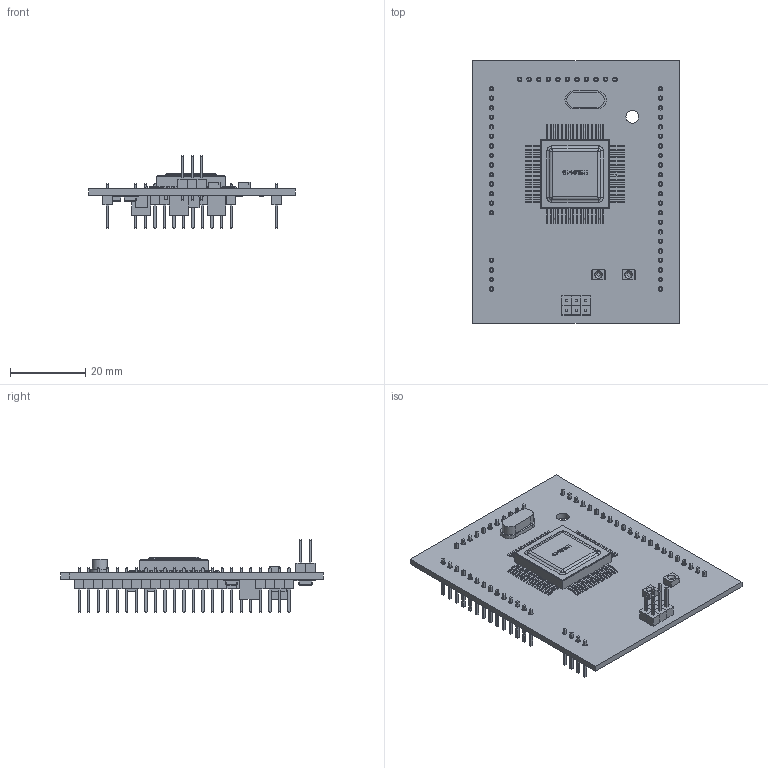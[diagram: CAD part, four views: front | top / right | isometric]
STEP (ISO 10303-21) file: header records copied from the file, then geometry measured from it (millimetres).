
FILE_DESCRIPTION(('STEP AP214'), '1');
FILE_NAME('Modul_proc_32_3', '2019-10-22T08:37:06', ('UNSPECIFIED'), ('UNSPECIFIED'), 'ASCON STEP Converter 1.3', 'ASCON Math Kernel', '');
FILE_SCHEMA(('AUTOMOTIVE_DESIGN { 1 0 10303 214 3 1 1}'));
Length unit declared in the file: millimetre
Products named in the file (20): Open CASCADE STEP translator 6.9 1; SNP346-1VP21; COMPOUND; KIPD86; SOLID; Res_0805; CAP_0603; Cap_1812; Diode_KT-99-1; Cap_2220; Rezonator_RK456MDY; H.18.64-1B
Assembly tree (88 placements, depth 3):
  Open CASCADE STEP translator 6.9 1
    SNP346-1VP21  x57
      COMPOUND
    KIPD86  x2
      SOLID
    Res_0805  x5
      SOLID
    CAP_0603  x2
      SOLID
    Cap_1812  x3
      SOLID
    Diode_KT-99-1  x2
      SOLID
    Cap_2220  x5
      SOLID
    Rezonator_RK456MDY
      SOLID
    H.18.64-1B
      COMPOUND
    COMPOUND
Bounding box: 55 x 70 x 19.3 mm (x, y, z)
Volume: 9569.4 mm3; surface area: 15182 mm2
Topology: 80 solids, 80 shells, 2895 faces, 7185 edges, 4586 vertices
Faces by surface type: plane 2494, cylinder 346, bspline 53, cone 2
Full cylindrical faces by diameter (mm): 0.5 x2, 0.7 x2, 1.2 x57, 3.4 x1
Entity records: 58858 total; most frequent: CARTESIAN_POINT 12271, ORIENTED_EDGE 7106, DIRECTION 6742, EDGE_CURVE 3553, LINE 2740, VECTOR 2740, VERTEX_POINT 2360, AXIS2_PLACEMENT_3D 2001
